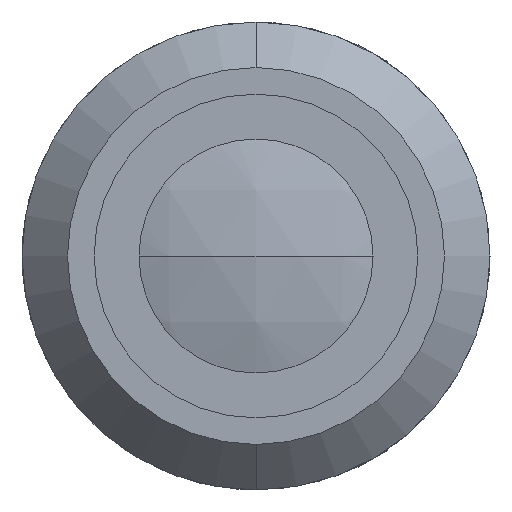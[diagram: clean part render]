
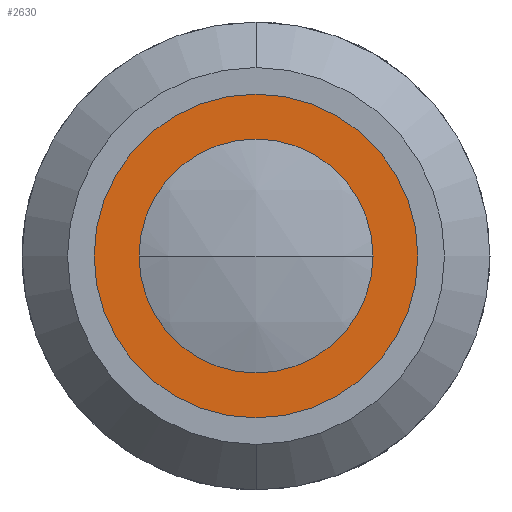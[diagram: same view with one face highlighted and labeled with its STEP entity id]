
A CAD part, left-side view. The second image highlights one B-rep face of the part: STEP entity #2630.
In plain terms, the highlighted planar face has unit normal (-1, 0, 0).
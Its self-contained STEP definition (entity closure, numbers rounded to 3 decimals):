
#40 = FACE_OUTER_BOUND ( 'NONE', #375, .T. ) ;
#70 = DIRECTION ( 'NONE',  ( 0., 0., 1. ) ) ;
#97 = VERTEX_POINT ( 'NONE', #3968 ) ;
#114 = AXIS2_PLACEMENT_3D ( 'NONE', #2457, #4182, #1964 ) ;
#161 = CARTESIAN_POINT ( 'NONE',  ( 3.5, 0., 9. ) ) ;
#179 = CIRCLE ( 'NONE', #2215, 9. ) ;
#375 = EDGE_LOOP ( 'NONE', ( #1389, #880 ) ) ;
#406 = DIRECTION ( 'NONE',  ( 0., 0., -1. ) ) ;
#506 = VERTEX_POINT ( 'NONE', #1466 ) ;
#521 = CIRCLE ( 'NONE', #114, 13.2 ) ;
#738 = AXIS2_PLACEMENT_3D ( 'NONE', #2637, #3933, #406 ) ;
#805 = DIRECTION ( 'NONE',  ( 0., 0., 1. ) ) ;
#880 = ORIENTED_EDGE ( 'NONE', *, *, #1866, .T. ) ;
#936 = DIRECTION ( 'NONE',  ( 0., 0., 1. ) ) ;
#1218 = EDGE_CURVE ( 'NONE', #97, #506, #2154, .T. ) ;
#1344 = PLANE ( 'NONE',  #738 ) ;
#1389 = ORIENTED_EDGE ( 'NONE', *, *, #1218, .T. ) ;
#1453 = ORIENTED_EDGE ( 'NONE', *, *, #2466, .F. ) ;
#1466 = CARTESIAN_POINT ( 'NONE',  ( 3.5, 0., -13.2 ) ) ;
#1610 = CARTESIAN_POINT ( 'NONE',  ( 3.5, 0., 0. ) ) ;
#1639 = ORIENTED_EDGE ( 'NONE', *, *, #2331, .F. ) ;
#1653 = FACE_BOUND ( 'NONE', #2548, .T. ) ;
#1748 = CARTESIAN_POINT ( 'NONE',  ( 3.5, 0., -9. ) ) ;
#1866 = EDGE_CURVE ( 'NONE', #506, #97, #521, .T. ) ;
#1964 = DIRECTION ( 'NONE',  ( 0., 0., 1. ) ) ;
#2154 = CIRCLE ( 'NONE', #3781, 13.2 ) ;
#2215 = AXIS2_PLACEMENT_3D ( 'NONE', #2993, #2343, #70 ) ;
#2331 = EDGE_CURVE ( 'NONE', #2655, #2366, #179, .T. ) ;
#2343 = DIRECTION ( 'NONE',  ( -1., 0., 0. ) ) ;
#2366 = VERTEX_POINT ( 'NONE', #1748 ) ;
#2457 = CARTESIAN_POINT ( 'NONE',  ( 3.5, 0., 0. ) ) ;
#2466 = EDGE_CURVE ( 'NONE', #2366, #2655, #3843, .T. ) ;
#2545 = DIRECTION ( 'NONE',  ( -1., 0., 0. ) ) ;
#2548 = EDGE_LOOP ( 'NONE', ( #1639, #1453 ) ) ;
#2630 = ADVANCED_FACE ( 'NONE', ( #1653, #40 ), #1344, .F. ) ;
#2637 = CARTESIAN_POINT ( 'NONE',  ( 3.5, 13.2, 0. ) ) ;
#2655 = VERTEX_POINT ( 'NONE', #161 ) ;
#2993 = CARTESIAN_POINT ( 'NONE',  ( 3.5, 0., 0. ) ) ;
#3075 = CARTESIAN_POINT ( 'NONE',  ( 3.5, 0., 0. ) ) ;
#3355 = DIRECTION ( 'NONE',  ( -1., 0., 0. ) ) ;
#3781 = AXIS2_PLACEMENT_3D ( 'NONE', #3075, #3355, #805 ) ;
#3843 = CIRCLE ( 'NONE', #3918, 9. ) ;
#3918 = AXIS2_PLACEMENT_3D ( 'NONE', #1610, #2545, #936 ) ;
#3933 = DIRECTION ( 'NONE',  ( 1., 0., 0. ) ) ;
#3968 = CARTESIAN_POINT ( 'NONE',  ( 3.5, 0., 13.2 ) ) ;
#4182 = DIRECTION ( 'NONE',  ( -1., 0., 0. ) ) ;
